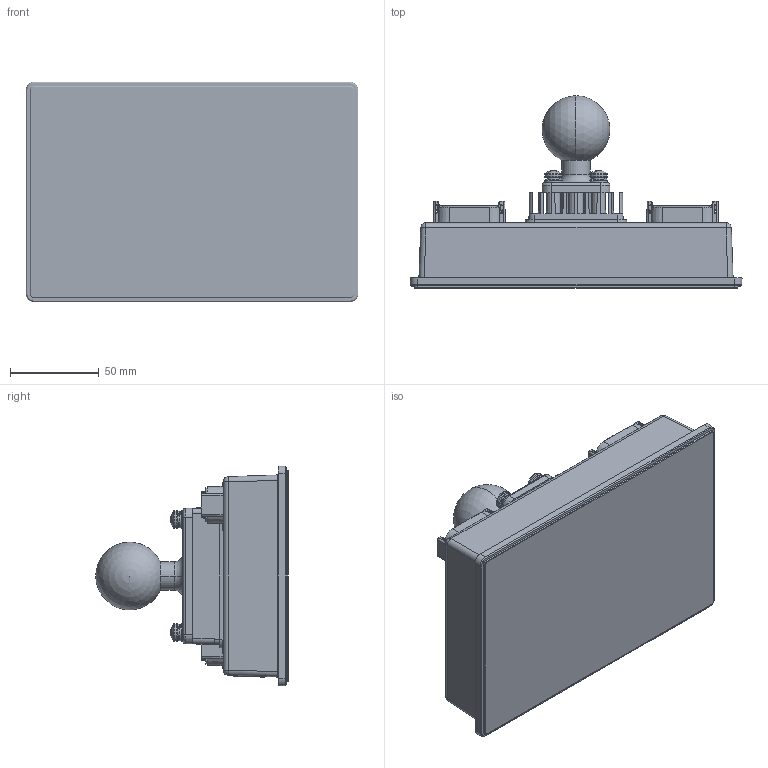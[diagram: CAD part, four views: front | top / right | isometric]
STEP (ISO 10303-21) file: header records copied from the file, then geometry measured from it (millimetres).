
FILE_DESCRIPTION (( 'STEP AP214' ), '1' );
FILE_NAME ('NX7_Outline_RAM_Mount.STEP', '2024-04-16T14:33:01', ( '' ), ( '' ), 'SwSTEP 2.0', 'SolidWorks 2022', '' );
FILE_SCHEMA (( 'AUTOMOTIVE_DESIGN' ));
Length unit declared in the file: millimetre
Products named in the file (20): 17778305_rev1; 17778301_rev1; 17778304_REVA; RAM_1.5in_rectang_base_long; 14417029_HOT_SURFACE_LABEL; 17778300_revB; e7_label; 17778350_rev1_OUTLINE; DEUTSCH 1011-052-1205_green; 17778324_FOR_OUTLINE; NX7_Outline_RAM_Mount; 17778450_rev1; 17631333_17631333; sems_M5_16_90460A112; 36719; AUTOSPLICE_DEUTSCH-DTM-12P_MTK; 17778402_rev1; DEUTSCH 1011-052-1205_black; UMOH-P155MD; DEUTSCH 1011-052-1205_grey
Assembly tree (35 placements, depth 4):
  NX7_Outline_RAM_Mount
    17778350_rev1_OUTLINE
      17778300_revB
      17778304_REVA
      17778324_FOR_OUTLINE
    17778402_rev1
      17778301_rev1
      17778305_rev1
      UMOH-P155MD
    36719
    DEUTSCH 1011-052-1205_black
    DEUTSCH 1011-052-1205_green
    DEUTSCH 1011-052-1205_grey
    17778450_rev1
      AUTOSPLICE_DEUTSCH-DTM-12P_MTK  x3
        17631333_17631333
    14417029_HOT_SURFACE_LABEL
    e7_label
    RAM_1.5in_rectang_base_long
    sems_M5_16_90460A112  x4
Bounding box: 186.67 x 108.25 x 123.67 mm (x, y, z)
Volume: 386040.2 mm3; surface area: 266361.3 mm2
Topology: 57 solids, 57 shells, 4782 faces, 12812 edges, 8348 vertices
Faces by surface type: plane 2723, cylinder 938, cone 512, bspline 427, sphere 130, torus 52
Entity records: 148139 total; most frequent: CARTESIAN_POINT 51378, ORIENTED_EDGE 21480, DIRECTION 17474, EDGE_CURVE 10740, VECTOR 7288, LINE 7288, VERTEX_POINT 7011, AXIS2_PLACEMENT_3D 5093
